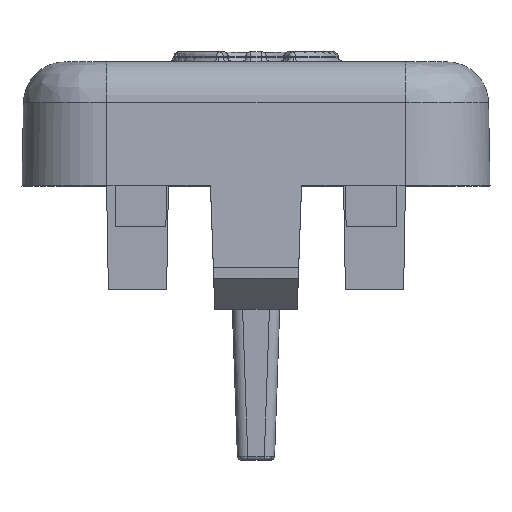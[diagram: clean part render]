
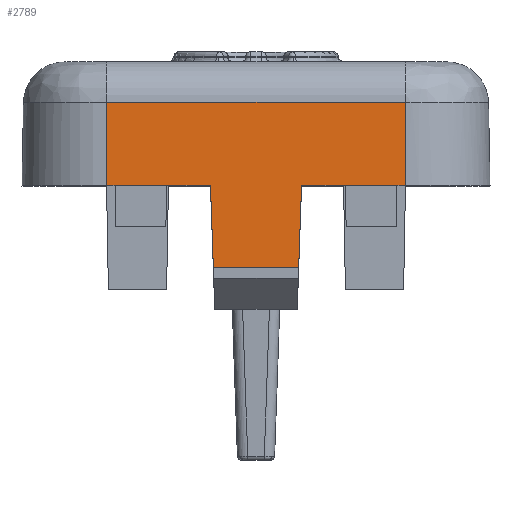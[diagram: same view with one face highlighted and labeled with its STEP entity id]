
A CAD part, top view. The second image highlights one B-rep face of the part: STEP entity #2789.
In plain terms, the highlighted planar face has unit normal (0, 0.018, 1).
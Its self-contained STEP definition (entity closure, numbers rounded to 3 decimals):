
#114 = AXIS2_PLACEMENT_3D ( 'NONE', #1274, #3588, #1628 ) ;
#228 = LINE ( 'NONE', #1325, #1998 ) ;
#235 = LINE ( 'NONE', #2705, #2034 ) ;
#259 = DIRECTION ( 'NONE',  ( 1., 0., 0. ) ) ;
#266 = EDGE_CURVE ( 'NONE', #4140, #2062, #2026, .T. ) ;
#315 = DIRECTION ( 'NONE',  ( -1., 0., 0. ) ) ;
#350 = EDGE_CURVE ( 'NONE', #2551, #1849, #4085, .T. ) ;
#354 = CARTESIAN_POINT ( 'NONE',  ( -1.215, 0.154, 5.622 ) ) ;
#376 = VERTEX_POINT ( 'NONE', #1658 ) ;
#423 = DIRECTION ( 'NONE',  ( -0.035, -0.999, 0.017 ) ) ;
#435 = VECTOR ( 'NONE', #2537, 1000. ) ;
#613 = DIRECTION ( 'NONE',  ( 1., 0., 0. ) ) ;
#635 = DIRECTION ( 'NONE',  ( 0., 1., -0.017 ) ) ;
#812 = VECTOR ( 'NONE', #1669, 1000. ) ;
#816 = EDGE_CURVE ( 'NONE', #376, #3020, #228, .T. ) ;
#869 = CARTESIAN_POINT ( 'NONE',  ( 3.625, -0.983, 5.642 ) ) ;
#881 = CARTESIAN_POINT ( 'NONE',  ( -2.169, -3., 5.677 ) ) ;
#1146 = LINE ( 'NONE', #2499, #3821 ) ;
#1172 = DIRECTION ( 'NONE',  ( 0., -1., 0.017 ) ) ;
#1229 = ORIENTED_EDGE ( 'NONE', *, *, #350, .F. ) ;
#1230 = VECTOR ( 'NONE', #1445, 1000. ) ;
#1259 = PLANE ( 'NONE',  #114 ) ;
#1274 = CARTESIAN_POINT ( 'NONE',  ( -5.625, 0., 5.625 ) ) ;
#1325 = CARTESIAN_POINT ( 'NONE',  ( -5.625, -3., 5.677 ) ) ;
#1355 = EDGE_CURVE ( 'NONE', #1849, #4166, #1710, .T. ) ;
#1393 = ORIENTED_EDGE ( 'NONE', *, *, #3979, .F. ) ;
#1399 = ORIENTED_EDGE ( 'NONE', *, *, #3118, .T. ) ;
#1445 = DIRECTION ( 'NONE',  ( -0.035, 0.999, -0.017 ) ) ;
#1473 = DIRECTION ( 'NONE',  ( -1., 0., 0. ) ) ;
#1493 = VERTEX_POINT ( 'NONE', #4335 ) ;
#1628 = DIRECTION ( 'NONE',  ( 0., -1., 0.017 ) ) ;
#1658 = CARTESIAN_POINT ( 'NONE',  ( 1.105, -3., 5.677 ) ) ;
#1669 = DIRECTION ( 'NONE',  ( -1., 0., 0. ) ) ;
#1710 = LINE ( 'NONE', #2598, #435 ) ;
#1740 = EDGE_CURVE ( 'NONE', #2551, #3536, #1952, .T. ) ;
#1762 = CARTESIAN_POINT ( 'NONE',  ( -5.625, -0.983, 5.642 ) ) ;
#1769 = CARTESIAN_POINT ( 'NONE',  ( -5.625, -3., 5.677 ) ) ;
#1841 = LINE ( 'NONE', #3729, #3439 ) ;
#1849 = VERTEX_POINT ( 'NONE', #3856 ) ;
#1910 = EDGE_CURVE ( 'NONE', #4166, #4140, #4331, .T. ) ;
#1952 = LINE ( 'NONE', #4078, #2815 ) ;
#1998 = VECTOR ( 'NONE', #4250, 1000. ) ;
#2026 = LINE ( 'NONE', #1769, #3792 ) ;
#2034 = VECTOR ( 'NONE', #635, 1000. ) ;
#2062 = VERTEX_POINT ( 'NONE', #3740 ) ;
#2114 = DIRECTION ( 'NONE',  ( -1., 0., 0. ) ) ;
#2300 = CARTESIAN_POINT ( 'NONE',  ( 3.625, -3., 5.677 ) ) ;
#2499 = CARTESIAN_POINT ( 'NONE',  ( 1.201, -0.238, 5.629 ) ) ;
#2537 = DIRECTION ( 'NONE',  ( -1., 0., 0. ) ) ;
#2551 = VERTEX_POINT ( 'NONE', #4168 ) ;
#2598 = CARTESIAN_POINT ( 'NONE',  ( -5.625, -3., 5.677 ) ) ;
#2688 = ORIENTED_EDGE ( 'NONE', *, *, #4333, .T. ) ;
#2705 = CARTESIAN_POINT ( 'NONE',  ( 3.625, 0., 5.625 ) ) ;
#2789 = ADVANCED_FACE ( 'NONE', ( #2956 ), #1259, .T. ) ;
#2815 = VECTOR ( 'NONE', #259, 1000. ) ;
#2843 = ORIENTED_EDGE ( 'NONE', *, *, #1740, .T. ) ;
#2871 = CARTESIAN_POINT ( 'NONE',  ( -3.625, 0., 5.625 ) ) ;
#2956 = FACE_OUTER_BOUND ( 'NONE', #3120, .T. ) ;
#3020 = VERTEX_POINT ( 'NONE', #3147 ) ;
#3118 = EDGE_CURVE ( 'NONE', #4430, #2062, #3675, .T. ) ;
#3120 = EDGE_LOOP ( 'NONE', ( #1393, #4256, #4007, #2688, #3474, #3615, #1399, #3390, #4452, #4126, #1229, #2843 ) ) ;
#3147 = CARTESIAN_POINT ( 'NONE',  ( 2.169, -3., 5.677 ) ) ;
#3177 = VECTOR ( 'NONE', #613, 1000. ) ;
#3390 = ORIENTED_EDGE ( 'NONE', *, *, #266, .F. ) ;
#3424 = VECTOR ( 'NONE', #315, 1000. ) ;
#3439 = VECTOR ( 'NONE', #2114, 1000. ) ;
#3457 = EDGE_CURVE ( 'NONE', #1493, #3020, #1841, .T. ) ;
#3474 = ORIENTED_EDGE ( 'NONE', *, *, #3783, .T. ) ;
#3536 = VERTEX_POINT ( 'NONE', #3775 ) ;
#3548 = VECTOR ( 'NONE', #1172, 1000. ) ;
#3588 = DIRECTION ( 'NONE',  ( 0., 0.017, 1. ) ) ;
#3615 = ORIENTED_EDGE ( 'NONE', *, *, #4408, .T. ) ;
#3675 = LINE ( 'NONE', #2871, #3548 ) ;
#3729 = CARTESIAN_POINT ( 'NONE',  ( 2.169, -3., 5.677 ) ) ;
#3740 = CARTESIAN_POINT ( 'NONE',  ( -3.625, -3., 5.677 ) ) ;
#3763 = LINE ( 'NONE', #4060, #3177 ) ;
#3775 = CARTESIAN_POINT ( 'NONE',  ( 1.035, -5., 5.712 ) ) ;
#3783 = EDGE_CURVE ( 'NONE', #4205, #4156, #235, .T. ) ;
#3792 = VECTOR ( 'NONE', #1473, 1000. ) ;
#3821 = VECTOR ( 'NONE', #423, 1000. ) ;
#3856 = CARTESIAN_POINT ( 'NONE',  ( -1.105, -3., 5.677 ) ) ;
#3911 = CARTESIAN_POINT ( 'NONE',  ( -3.419, -3., 5.677 ) ) ;
#3979 = EDGE_CURVE ( 'NONE', #376, #3536, #1146, .T. ) ;
#4007 = ORIENTED_EDGE ( 'NONE', *, *, #3457, .F. ) ;
#4060 = CARTESIAN_POINT ( 'NONE',  ( -5.625, -3., 5.677 ) ) ;
#4078 = CARTESIAN_POINT ( 'NONE',  ( 0., -5., 5.712 ) ) ;
#4085 = LINE ( 'NONE', #354, #1230 ) ;
#4099 = CARTESIAN_POINT ( 'NONE',  ( -3.625, -0.983, 5.642 ) ) ;
#4126 = ORIENTED_EDGE ( 'NONE', *, *, #1355, .F. ) ;
#4140 = VERTEX_POINT ( 'NONE', #3911 ) ;
#4156 = VERTEX_POINT ( 'NONE', #869 ) ;
#4166 = VERTEX_POINT ( 'NONE', #4267 ) ;
#4168 = CARTESIAN_POINT ( 'NONE',  ( -1.035, -5., 5.712 ) ) ;
#4205 = VERTEX_POINT ( 'NONE', #2300 ) ;
#4250 = DIRECTION ( 'NONE',  ( 1., 0., 0. ) ) ;
#4256 = ORIENTED_EDGE ( 'NONE', *, *, #816, .T. ) ;
#4267 = CARTESIAN_POINT ( 'NONE',  ( -2.169, -3., 5.677 ) ) ;
#4331 = LINE ( 'NONE', #881, #812 ) ;
#4333 = EDGE_CURVE ( 'NONE', #1493, #4205, #3763, .T. ) ;
#4335 = CARTESIAN_POINT ( 'NONE',  ( 3.419, -3., 5.677 ) ) ;
#4364 = LINE ( 'NONE', #1762, #3424 ) ;
#4408 = EDGE_CURVE ( 'NONE', #4156, #4430, #4364, .T. ) ;
#4430 = VERTEX_POINT ( 'NONE', #4099 ) ;
#4452 = ORIENTED_EDGE ( 'NONE', *, *, #1910, .F. ) ;
